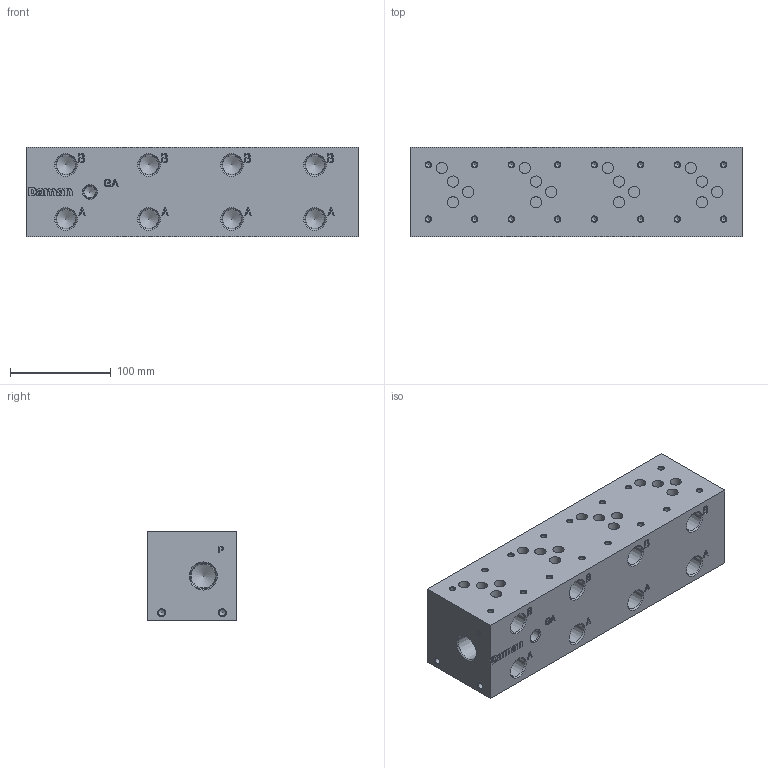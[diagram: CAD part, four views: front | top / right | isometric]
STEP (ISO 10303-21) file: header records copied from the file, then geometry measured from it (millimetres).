
FILE_DESCRIPTION( ( 'STEP AP214' ), ' ' );
FILE_NAME( 'AD05S043P.stp', '2018-07-08T22:18:46', ( '' ), ( '' ), ' ', 'PARTsolutions', ' ' );
FILE_SCHEMA( ( 'AUTOMOTIVE_DESIGN { 1 0 10303 214 1 1 1 1 }' ) );
Length unit declared in the file: inch
Products named in the file (1): _AD05S043P
Bounding box: 330.2 x 88.9 x 88.9 mm (x, y, z)
Volume: 2492996.1 mm3; surface area: 162003 mm2
Topology: 1 solids, 1 shells, 406 faces, 1004 edges, 650 vertices
Faces by surface type: plane 238, cylinder 95, cone 73
Full cylindrical faces by diameter (mm): 4.976 x16, 6.411 x4, 11.201 x16
Entity records: 14455 total; most frequent: DIRECTION 1917, CARTESIAN_POINT 1913, ORIENTED_EDGE 1720, EDGE_CURVE 860, AXIS2_PLACEMENT_3D 650, VERTEX_POINT 646, LINE 617, VECTOR 617
